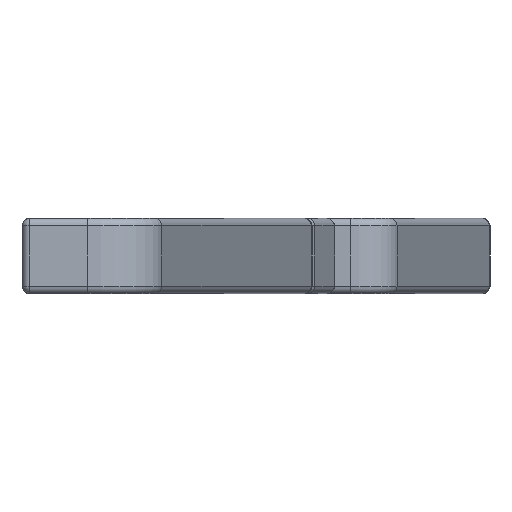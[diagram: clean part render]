
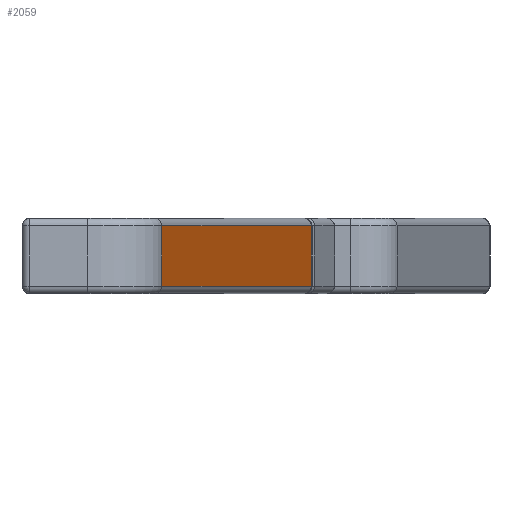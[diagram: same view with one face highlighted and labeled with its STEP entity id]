
A CAD part, left-side view. The second image highlights one B-rep face of the part: STEP entity #2059.
In plain terms, the highlighted planar face has unit normal (-0.174, -0.985, 0).
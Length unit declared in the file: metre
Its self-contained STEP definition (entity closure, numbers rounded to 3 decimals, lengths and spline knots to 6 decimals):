
#407=ORIENTED_EDGE('',*,*,#1022,.T.);
#408=ORIENTED_EDGE('',*,*,#1024,.T.);
#409=ORIENTED_EDGE('',*,*,#1025,.F.);
#410=ORIENTED_EDGE('',*,*,#1026,.T.);
#1022=EDGE_CURVE('',#1322,#1321,#1499,.T.);
#1024=EDGE_CURVE('',#1321,#1323,#1500,.T.);
#1025=EDGE_CURVE('',#1324,#1323,#1501,.T.);
#1026=EDGE_CURVE('',#1324,#1322,#1502,.F.);
#1321=VERTEX_POINT('',#3434);
#1322=VERTEX_POINT('',#3436);
#1323=VERTEX_POINT('',#3440);
#1324=VERTEX_POINT('',#3442);
#1499=LINE('',#3435,#1637);
#1500=LINE('',#3439,#1638);
#1501=LINE('',#3441,#1639);
#1502=LINE('',#3443,#1640);
#1637=VECTOR('',#2653,1.);
#1638=VECTOR('',#2658,1.);
#1639=VECTOR('',#2659,1.);
#1640=VECTOR('',#2660,1.);
#1742=EDGE_LOOP('',(#407,#408,#409,#410));
#1888=FACE_BOUND('',#1742,.T.);
#2023=PLANE('',#2234);
#2059=ADVANCED_FACE('',(#1888),#2023,.F.);
#2234=AXIS2_PLACEMENT_3D('',#3438,#2656,#2657);
#2653=DIRECTION('',(0.,0.,-1.));
#2656=DIRECTION('',(0.174,0.985,0.));
#2657=DIRECTION('',(-0.985,0.174,0.));
#2658=DIRECTION('',(0.985,-0.174,0.));
#2659=DIRECTION('',(0.,0.,-1.));
#2660=DIRECTION('',(0.985,-0.174,0.));
#3434=CARTESIAN_POINT('',(0.081611,-0.077878,0.0008));
#3435=CARTESIAN_POINT('',(0.081611,-0.077878,0.008));
#3436=CARTESIAN_POINT('',(0.081611,-0.077878,0.0072));
#3438=CARTESIAN_POINT('',(0.126701,-0.085829,0.008));
#3439=CARTESIAN_POINT('',(0.126701,-0.085829,0.0008));
#3440=CARTESIAN_POINT('',(0.171791,-0.09378,0.0008));
#3441=CARTESIAN_POINT('',(0.171791,-0.09378,0.008));
#3442=CARTESIAN_POINT('',(0.171791,-0.09378,0.0072));
#3443=CARTESIAN_POINT('',(0.081611,-0.077878,0.0072));
